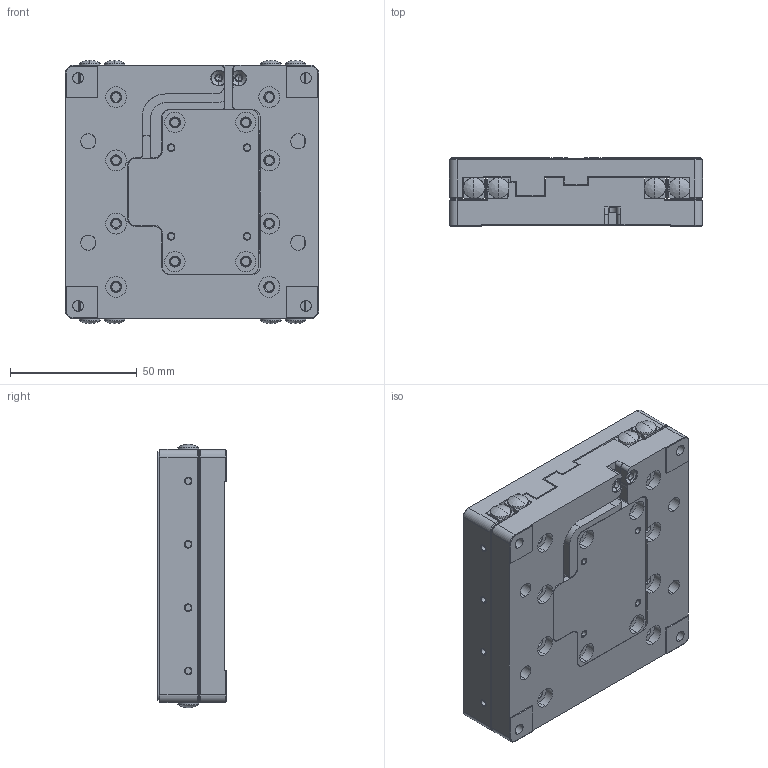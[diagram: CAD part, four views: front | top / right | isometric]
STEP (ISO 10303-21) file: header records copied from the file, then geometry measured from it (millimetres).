
FILE_DESCRIPTION (( 'STEP AP203' ), '1' );
FILE_NAME ('GU-LS-10S 系列平移台 100台面.STEP', '2018-10-26T06:34:04', ( 'user' ), ( '微软中国' ), 'SwSTEP 2.0', 'SolidWorks 2016', '' );
FILE_SCHEMA (( 'CONFIG_CONTROL_DESIGN' ));
Products named in the file (1): GU-LS-10S 炵蹈す痄怢 100怢醱
Bounding box: 100 x 27 x 104 mm (x, y, z)
Surface area: 90773.7 mm2 (no closed solid volume)
Topology: 0 solids, 53 shells, 1505 faces, 4192 edges, 2732 vertices
Faces by surface type: plane 690, cylinder 464, cone 236, bspline 115
Entity records: 55177 total; most frequent: CARTESIAN_POINT 17131, ORIENTED_EDGE 8078, DIRECTION 7388, EDGE_CURVE 4152, VERTEX_POINT 2732, AXIS2_PLACEMENT_3D 2499, VECTOR 2390, LINE 2390
